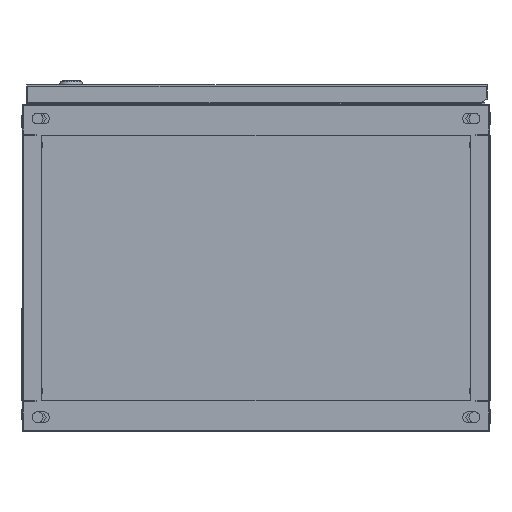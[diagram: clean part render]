
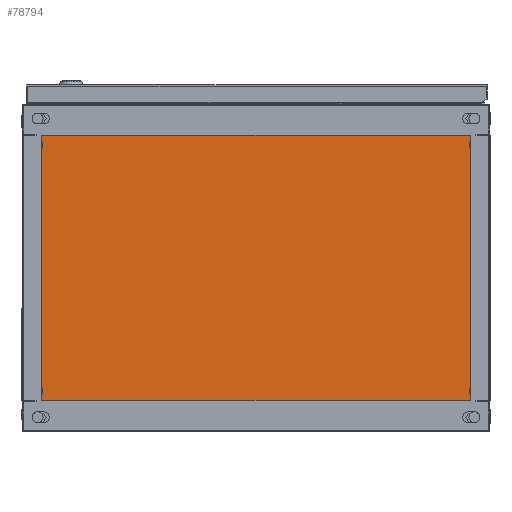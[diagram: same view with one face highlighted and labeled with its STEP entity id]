
A CAD part, front view. The second image highlights one B-rep face of the part: STEP entity #78794.
In plain terms, the highlighted planar face has unit normal (0, -1, 0).
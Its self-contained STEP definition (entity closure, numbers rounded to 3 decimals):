
#557 = CARTESIAN_POINT ( 'NONE',  ( -275., 1799., 170. ) ) ;
#701 = VECTOR ( 'NONE', #85677, 1000. ) ;
#4157 = CARTESIAN_POINT ( 'NONE',  ( 275., 1799., -170. ) ) ;
#5234 = DIRECTION ( 'NONE',  ( -1., 0., 0. ) ) ;
#6182 = AXIS2_PLACEMENT_3D ( 'NONE', #68120, #84137, #45054 ) ;
#9493 = FACE_OUTER_BOUND ( 'NONE', #23741, .T. ) ;
#13715 = PLANE ( 'NONE',  #6182 ) ;
#15298 = VERTEX_POINT ( 'NONE', #98936 ) ;
#20558 = ORIENTED_EDGE ( 'NONE', *, *, #79143, .F. ) ;
#20585 = CARTESIAN_POINT ( 'NONE',  ( -275., 1799., -170. ) ) ;
#21324 = LINE ( 'NONE', #20585, #99209 ) ;
#23741 = EDGE_LOOP ( 'NONE', ( #58865, #84198, #20558, #96709 ) ) ;
#25433 = VERTEX_POINT ( 'NONE', #47868 ) ;
#29081 = LINE ( 'NONE', #63337, #57095 ) ;
#36059 = VERTEX_POINT ( 'NONE', #46667 ) ;
#45054 = DIRECTION ( 'NONE',  ( 0., 0., 1. ) ) ;
#46667 = CARTESIAN_POINT ( 'NONE',  ( -275., 1799., 170. ) ) ;
#47237 = VECTOR ( 'NONE', #64329, 1000. ) ;
#47868 = CARTESIAN_POINT ( 'NONE',  ( -275., 1799., -170. ) ) ;
#51918 = LINE ( 'NONE', #557, #701 ) ;
#53096 = EDGE_CURVE ( 'NONE', #25433, #36059, #29081, .T. ) ;
#57095 = VECTOR ( 'NONE', #88218, 1000. ) ;
#57517 = CARTESIAN_POINT ( 'NONE',  ( 275., 1799., -170. ) ) ;
#58865 = ORIENTED_EDGE ( 'NONE', *, *, #53096, .F. ) ;
#63337 = CARTESIAN_POINT ( 'NONE',  ( -275., 1799., -170. ) ) ;
#64329 = DIRECTION ( 'NONE',  ( 0., 0., -1. ) ) ;
#67201 = EDGE_CURVE ( 'NONE', #95924, #25433, #21324, .T. ) ;
#68120 = CARTESIAN_POINT ( 'NONE',  ( 0., 1799., 0. ) ) ;
#78794 = ADVANCED_FACE ( 'NONE', ( #9493 ), #13715, .F. ) ;
#79143 = EDGE_CURVE ( 'NONE', #15298, #95924, #84883, .T. ) ;
#79934 = EDGE_CURVE ( 'NONE', #36059, #15298, #51918, .T. ) ;
#84137 = DIRECTION ( 'NONE',  ( 0., 1., 0. ) ) ;
#84198 = ORIENTED_EDGE ( 'NONE', *, *, #67201, .F. ) ;
#84883 = LINE ( 'NONE', #57517, #47237 ) ;
#85677 = DIRECTION ( 'NONE',  ( 1., 0., 0. ) ) ;
#88218 = DIRECTION ( 'NONE',  ( 0., 0., 1. ) ) ;
#95924 = VERTEX_POINT ( 'NONE', #4157 ) ;
#96709 = ORIENTED_EDGE ( 'NONE', *, *, #79934, .F. ) ;
#98936 = CARTESIAN_POINT ( 'NONE',  ( 275., 1799., 170. ) ) ;
#99209 = VECTOR ( 'NONE', #5234, 1000. ) ;
